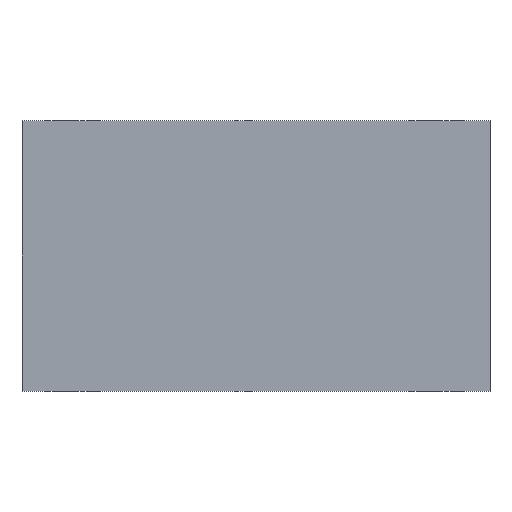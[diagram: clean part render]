
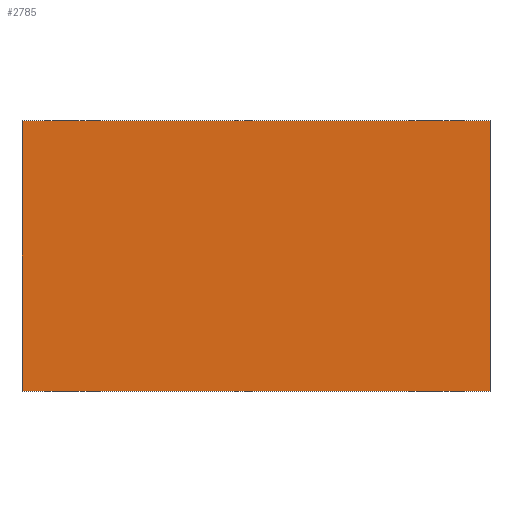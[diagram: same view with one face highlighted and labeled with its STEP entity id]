
A CAD part, front view. The second image highlights one B-rep face of the part: STEP entity #2785.
In plain terms, the highlighted planar face has unit normal (0, -1, 0).
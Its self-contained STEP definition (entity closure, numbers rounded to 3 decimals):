
#194=LINE('',#4170,#397);
#230=LINE('',#4569,#433);
#233=LINE('',#4578,#436);
#235=LINE('',#4585,#438);
#397=VECTOR('',#3321,1000.);
#433=VECTOR('',#3449,1000.);
#436=VECTOR('',#3458,1000.);
#438=VECTOR('',#3466,1000.);
#753=ORIENTED_EDGE('',*,*,#1549,.T.);
#754=ORIENTED_EDGE('',*,*,#1540,.F.);
#755=ORIENTED_EDGE('',*,*,#1545,.F.);
#756=ORIENTED_EDGE('',*,*,#1422,.T.);
#1422=EDGE_CURVE('',#1824,#1823,#194,.T.);
#1540=EDGE_CURVE('',#1930,#1931,#230,.T.);
#1545=EDGE_CURVE('',#1824,#1930,#233,.T.);
#1549=EDGE_CURVE('',#1823,#1931,#235,.T.);
#1823=VERTEX_POINT('',#4169);
#1824=VERTEX_POINT('',#4171);
#1930=VERTEX_POINT('',#4568);
#1931=VERTEX_POINT('',#4570);
#2249=EDGE_LOOP('',(#753,#754,#755,#756));
#2482=FACE_BOUND('',#2249,.T.);
#2689=PLANE('',#3027);
#2785=ADVANCED_FACE('',(#2482),#2689,.F.);
#3027=AXIS2_PLACEMENT_3D('',#4586,#3467,#3468);
#3321=DIRECTION('',(0.,0.,-1.));
#3449=DIRECTION('',(0.,0.,-1.));
#3458=DIRECTION('',(1.,0.,0.));
#3466=DIRECTION('',(1.,0.,0.));
#3467=DIRECTION('',(0.,1.,0.));
#3468=DIRECTION('',(0.,0.,1.));
#4169=CARTESIAN_POINT('',(-22.5,0.,-13.));
#4170=CARTESIAN_POINT('',(-22.5,0.,13.));
#4171=CARTESIAN_POINT('',(-22.5,0.,13.));
#4568=CARTESIAN_POINT('',(22.5,0.,13.));
#4569=CARTESIAN_POINT('',(22.5,0.,13.));
#4570=CARTESIAN_POINT('',(22.5,0.,-13.));
#4578=CARTESIAN_POINT('',(-22.5,0.,13.));
#4585=CARTESIAN_POINT('',(-22.5,0.,-13.));
#4586=CARTESIAN_POINT('',(-22.5,0.,13.));
